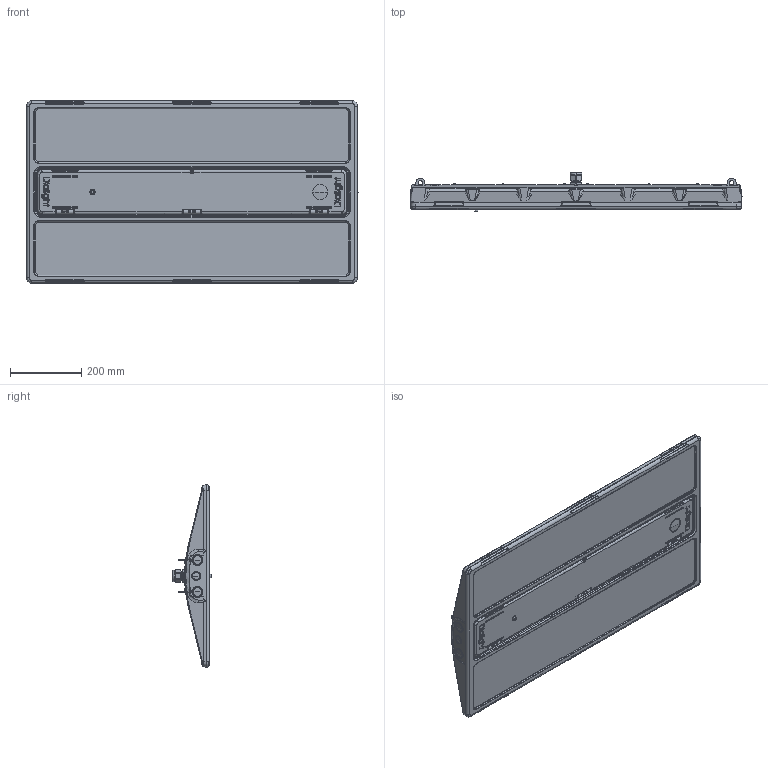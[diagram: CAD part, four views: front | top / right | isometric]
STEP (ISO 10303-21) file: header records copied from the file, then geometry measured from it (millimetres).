
FILE_DESCRIPTION((''),'2;1');
FILE_NAME('RHUXXXXXXCXXXFG','2019-07-24T',('leibw'),(''),'PRO/ENGINEER BY PARAMETRIC TECHNOLOGY CORPORATION, 2014000','PRO/ENGINEER BY PARAMETRIC TECHNOLOGY CORPORATION, 2014000','');
FILE_SCHEMA(('CONFIG_CONTROL_DESIGN'));
Products named in the file (1): RHUXXXXXXCXXXFG
Bounding box: 929.1 x 108.28 x 509.82 mm (x, y, z)
Surface area: 2248317.6 mm2 (no closed solid volume)
Topology: 0 solids, 263 shells, 3045 faces, 13526 edges, 10402 vertices
Faces by surface type: cylinder 1134, plane 841, bspline 669, cone 165, torus 142, sphere 62, extrusion 24, revolution 8
Entity records: 198049 total; most frequent: CARTESIAN_POINT 103852, ORIENTED_EDGE 18401, DIRECTION 15741, EDGE_CURVE 13475, VERTEX_POINT 10402, B_SPLINE_CURVE_WITH_KNOTS 5358, VECTOR 5301, LINE 5277
